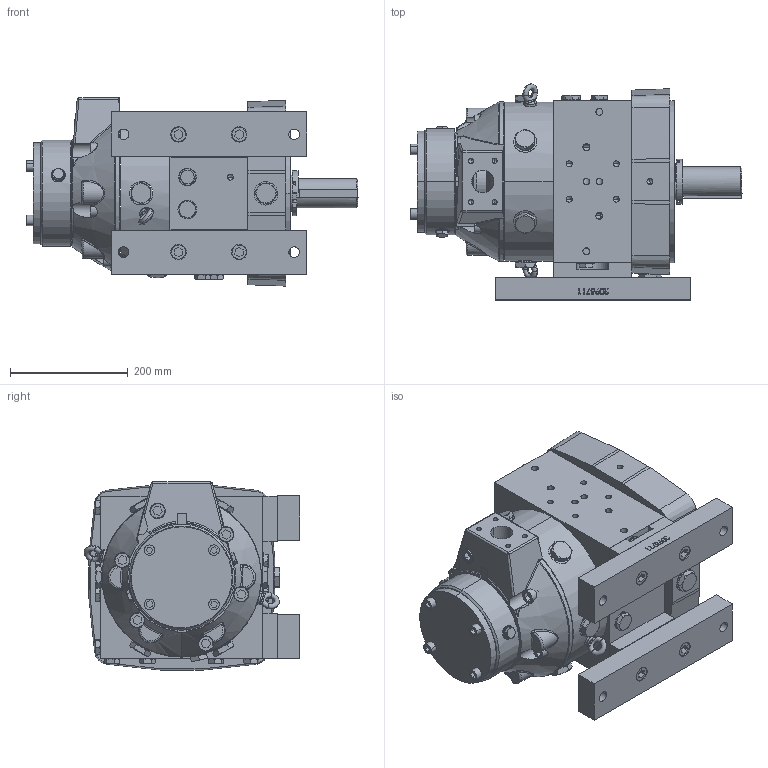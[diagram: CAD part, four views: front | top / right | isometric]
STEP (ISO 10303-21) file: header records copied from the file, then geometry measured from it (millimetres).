
FILE_DESCRIPTION((''),'2;1');
FILE_NAME('PFBK_033_thru_065.stp','2015-12-18T13:16:36',('JGroves'),(''),'Autodesk Inventor 2012','Autodesk Inventor 2012','');
FILE_SCHEMA(('AUTOMOTIVE_DESIGN { 1 0 10303 214 1 1 1 1 }'));
Length unit declared in the file: inch
Products named in the file (1): PFBK
Bounding box: 564.17 x 367.04 x 319.8 mm (x, y, z)
Surface area: 1104361 mm2 (no closed solid volume)
Topology: 0 solids, 835 shells, 835 faces, 4533 edges, 4495 vertices
Faces by surface type: plane 449, cylinder 210, cone 113, bspline 35, torus 25, sphere 3
Entity records: 75509 total; most frequent: CARTESIAN_POINT 37787, DIRECTION 6018, VERTEX_POINT 4495, EDGE_CURVE 4495, ORIENTED_EDGE 4495, VECTOR 2102, LINE 2102, AXIS2_PLACEMENT_3D 1958
